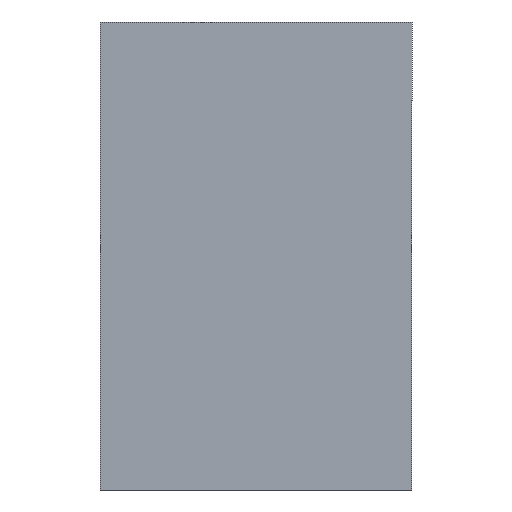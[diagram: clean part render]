
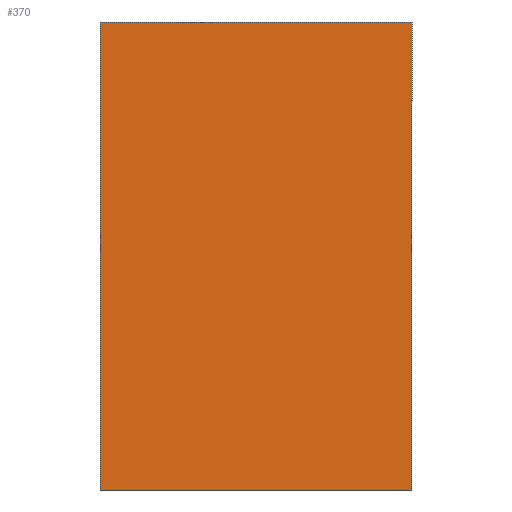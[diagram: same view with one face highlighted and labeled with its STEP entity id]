
A CAD part, front view. The second image highlights one B-rep face of the part: STEP entity #370.
In plain terms, the highlighted planar face has unit normal (0, -1, 0).
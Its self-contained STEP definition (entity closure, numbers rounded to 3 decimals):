
#111=PLANE('',#449);
#128=FACE_OUTER_BOUND('',#152,.T.);
#152=EDGE_LOOP('',(#342,#343,#344,#345));
#175=LINE('',#693,#203);
#177=LINE('',#697,#205);
#179=LINE('',#701,#207);
#181=LINE('',#704,#209);
#203=VECTOR('',#554,10.);
#205=VECTOR('',#558,10.);
#207=VECTOR('',#562,10.);
#209=VECTOR('',#566,10.);
#238=VERTEX_POINT('',#690);
#239=VERTEX_POINT('',#692);
#240=VERTEX_POINT('',#696);
#241=VERTEX_POINT('',#700);
#270=EDGE_CURVE('',#239,#238,#175,.T.);
#272=EDGE_CURVE('',#240,#239,#177,.T.);
#274=EDGE_CURVE('',#241,#240,#179,.T.);
#276=EDGE_CURVE('',#238,#241,#181,.T.);
#342=ORIENTED_EDGE('',*,*,#276,.T.);
#343=ORIENTED_EDGE('',*,*,#274,.T.);
#344=ORIENTED_EDGE('',*,*,#272,.T.);
#345=ORIENTED_EDGE('',*,*,#270,.T.);
#370=ADVANCED_FACE('',(#128),#111,.T.);
#449=AXIS2_PLACEMENT_3D('',#705,#567,#568);
#554=DIRECTION('',(1.,0.,0.));
#558=DIRECTION('',(0.,0.,-1.));
#562=DIRECTION('',(-1.,0.,0.));
#566=DIRECTION('',(0.,0.,1.));
#567=DIRECTION('center_axis',(0.,-1.,0.));
#568=DIRECTION('ref_axis',(0.,0.,-1.));
#690=CARTESIAN_POINT('',(10.,-10.,-15.));
#692=CARTESIAN_POINT('',(-10.,-10.,-15.));
#693=CARTESIAN_POINT('',(10.,-10.,-15.));
#696=CARTESIAN_POINT('',(-10.,-10.,15.));
#697=CARTESIAN_POINT('',(-10.,-10.,-15.));
#700=CARTESIAN_POINT('',(10.,-10.,15.));
#701=CARTESIAN_POINT('',(-10.,-10.,15.));
#704=CARTESIAN_POINT('',(10.,-10.,15.));
#705=CARTESIAN_POINT('Origin',(0.,-10.,0.));
